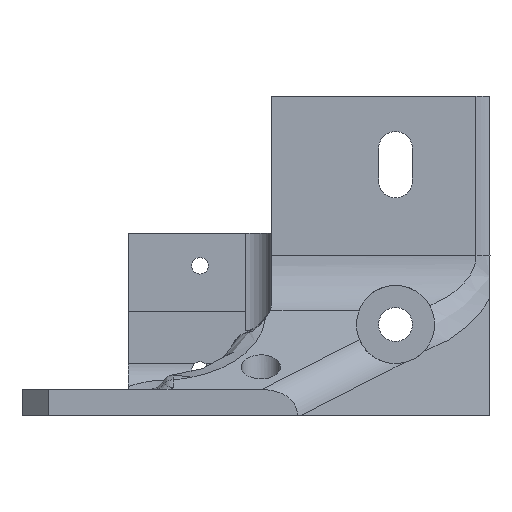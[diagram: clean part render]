
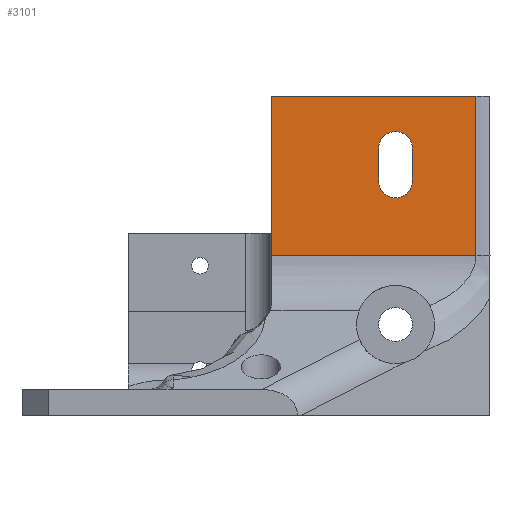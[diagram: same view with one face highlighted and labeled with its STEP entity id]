
A CAD part, front view. The second image highlights one B-rep face of the part: STEP entity #3101.
In plain terms, the highlighted planar face has unit normal (0, -1, 0).
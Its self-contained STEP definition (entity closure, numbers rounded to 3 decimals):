
#88=FACE_BOUND('',#593,.T.);
#171=PLANE('',#3370);
#393=FACE_OUTER_BOUND('',#592,.T.);
#592=EDGE_LOOP('',(#2720,#2721,#2722,#2723));
#593=EDGE_LOOP('',(#2724,#2725,#2726,#2727));
#799=LINE('',#6971,#1063);
#804=LINE('',#6984,#1068);
#806=LINE('',#6993,#1070);
#856=LINE('',#7702,#1120);
#857=LINE('',#7713,#1121);
#858=LINE('',#7714,#1122);
#1063=VECTOR('',#3968,1.);
#1068=VECTOR('',#3981,1.);
#1070=VECTOR('',#3993,1.);
#1120=VECTOR('',#4091,1.);
#1121=VECTOR('',#4096,1.);
#1122=VECTOR('',#4097,1.);
#1230=CIRCLE('',#3338,2.6);
#1232=CIRCLE('',#3342,2.6);
#1460=VERTEX_POINT('',#6848);
#1466=VERTEX_POINT('',#6968);
#1467=VERTEX_POINT('',#6970);
#1469=VERTEX_POINT('',#6976);
#1471=VERTEX_POINT('',#6982);
#1473=VERTEX_POINT('',#6991);
#1523=VERTEX_POINT('',#7701);
#1525=VERTEX_POINT('',#7712);
#1863=EDGE_CURVE('',#1466,#1467,#799,.T.);
#1867=EDGE_CURVE('',#1469,#1466,#1230,.T.);
#1870=EDGE_CURVE('',#1471,#1469,#804,.T.);
#1872=EDGE_CURVE('',#1467,#1471,#1232,.T.);
#1875=EDGE_CURVE('',#1473,#1460,#806,.F.);
#1942=EDGE_CURVE('',#1523,#1460,#856,.F.);
#1945=EDGE_CURVE('',#1525,#1473,#857,.T.);
#1946=EDGE_CURVE('',#1523,#1525,#858,.T.);
#2720=ORIENTED_EDGE('',*,*,#1875,.F.);
#2721=ORIENTED_EDGE('',*,*,#1945,.F.);
#2722=ORIENTED_EDGE('',*,*,#1946,.F.);
#2723=ORIENTED_EDGE('',*,*,#1942,.T.);
#2724=ORIENTED_EDGE('',*,*,#1872,.F.);
#2725=ORIENTED_EDGE('',*,*,#1863,.F.);
#2726=ORIENTED_EDGE('',*,*,#1867,.F.);
#2727=ORIENTED_EDGE('',*,*,#1870,.F.);
#3101=ADVANCED_FACE('',(#393,#88),#171,.T.);
#3338=AXIS2_PLACEMENT_3D('',#6978,#3975,#3976);
#3342=AXIS2_PLACEMENT_3D('',#6987,#3986,#3987);
#3370=AXIS2_PLACEMENT_3D('',#7711,#4094,#4095);
#3968=DIRECTION('',(0.,0.,-1.));
#3975=DIRECTION('center_axis',(0.,-1.,0.));
#3976=DIRECTION('ref_axis',(0.,0.,1.));
#3981=DIRECTION('',(0.,0.,1.));
#3986=DIRECTION('center_axis',(0.,-1.,0.));
#3987=DIRECTION('ref_axis',(0.,0.,1.));
#3993=DIRECTION('',(0.,0.,1.));
#4091=DIRECTION('',(-1.,0.,0.));
#4094=DIRECTION('center_axis',(0.,-1.,0.));
#4095=DIRECTION('ref_axis',(1.,0.,0.));
#4096=DIRECTION('',(1.,0.,0.));
#4097=DIRECTION('',(0.,0.,1.));
#6848=CARTESIAN_POINT('',(48.497,-63.15,24.579));
#6968=CARTESIAN_POINT('',(33.55,-63.15,41.));
#6970=CARTESIAN_POINT('',(33.55,-63.15,36.));
#6971=CARTESIAN_POINT('',(33.55,-63.15,38.5));
#6976=CARTESIAN_POINT('',(38.75,-63.15,41.));
#6978=CARTESIAN_POINT('Origin',(36.15,-63.15,41.));
#6982=CARTESIAN_POINT('',(38.75,-63.15,36.));
#6984=CARTESIAN_POINT('',(38.75,-63.15,38.5));
#6987=CARTESIAN_POINT('Origin',(36.15,-63.15,36.));
#6991=CARTESIAN_POINT('',(48.497,-63.15,49.));
#6993=CARTESIAN_POINT('',(48.497,-63.15,36.789));
#7701=CARTESIAN_POINT('',(17.15,-63.15,24.579));
#7702=CARTESIAN_POINT('',(32.824,-63.15,24.579));
#7711=CARTESIAN_POINT('Origin',(17.15,-63.15,4.));
#7712=CARTESIAN_POINT('',(17.15,-63.15,49.));
#7713=CARTESIAN_POINT('',(32.824,-63.15,49.));
#7714=CARTESIAN_POINT('',(17.15,-63.15,36.789));
